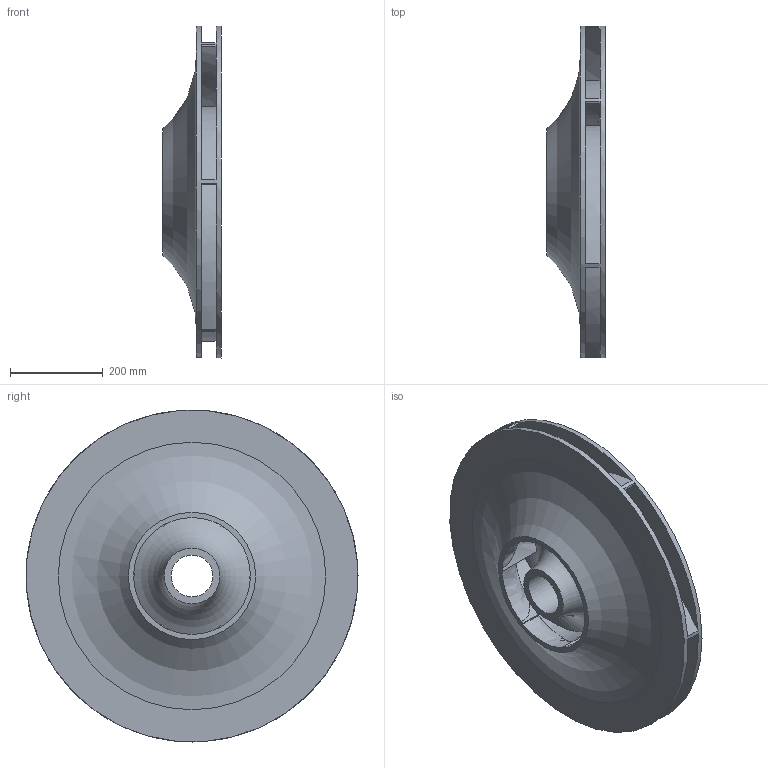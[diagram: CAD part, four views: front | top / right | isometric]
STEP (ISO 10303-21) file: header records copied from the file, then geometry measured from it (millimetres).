
FILE_DESCRIPTION(('Open CASCADE Model'),'2;1');
FILE_NAME('Open CASCADE Shape Model','2025-05-28T20:16:49',('Author'),( 'Open CASCADE'),'Open CASCADE STEP processor 7.7','Open CASCADE 7.7' ,'Unknown');
FILE_SCHEMA(('AUTOMOTIVE_DESIGN { 1 0 10303 214 1 1 1 1 }'));
Length unit declared in the file: millimetre
Products named in the file (1): Open CASCADE STEP translator 7.7 3
Bounding box: 125.55 x 715.9 x 715.9 mm (x, y, z)
Volume: 14207679.9 mm3; surface area: 1850277.1 mm2
Topology: 1 solids, 1 shells, 49 faces, 155 edges, 103 vertices
Faces by surface type: plane 28, extrusion 12, revolution 4, torus 3, cylinder 2
Full cylindrical faces by diameter (mm): 90 x1
Entity records: 32458 total; most frequent: CARTESIAN_POINT 29802, DIRECTION 336, ORIENTED_EDGE 310, PCURVE 310, DEFINITIONAL_REPRESENTATION 310, B_SPLINE_CURVE_WITH_KNOTS 259, VECTOR 180, LINE 168
